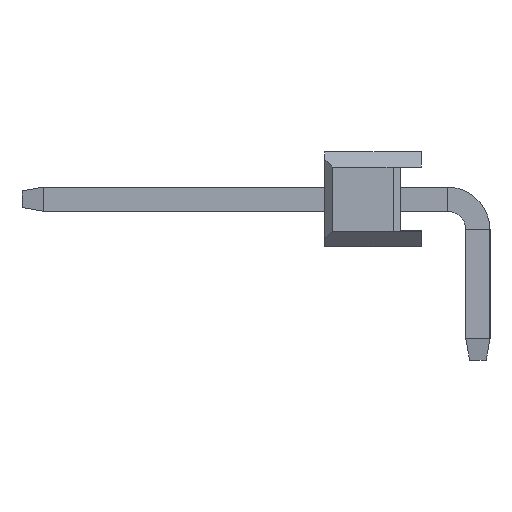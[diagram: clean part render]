
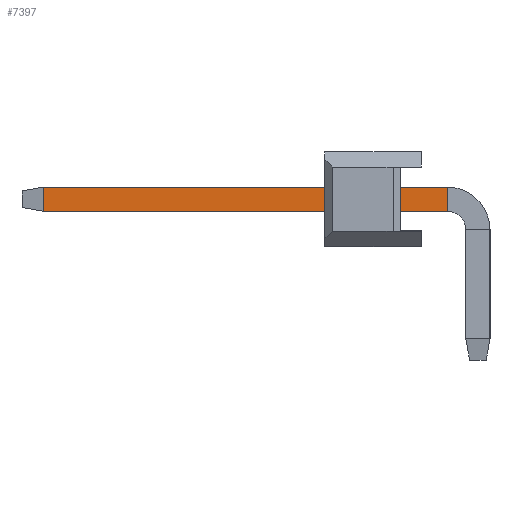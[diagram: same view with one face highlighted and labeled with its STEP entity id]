
A CAD part, left-side view. The second image highlights one B-rep face of the part: STEP entity #7397.
In plain terms, the highlighted planar face has unit normal (-1, 0, 0).
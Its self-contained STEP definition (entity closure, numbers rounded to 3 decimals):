
#1415 = ORIENTED_EDGE ( 'NONE', *, *, #16744, .T. ) ;
#2953 = DIRECTION ( 'NONE',  ( 1., 0., 0. ) ) ;
#3716 = CARTESIAN_POINT ( 'NONE',  ( -38.42, 9.973, -0.32 ) ) ;
#3823 = DIRECTION ( 'NONE',  ( 0., -1., 0. ) ) ;
#4597 = FACE_OUTER_BOUND ( 'NONE', #7432, .T. ) ;
#5239 = VECTOR ( 'NONE', #5277, 1000. ) ;
#5277 = DIRECTION ( 'NONE',  ( 0., 0., -1. ) ) ;
#5637 = LINE ( 'NONE', #12319, #13905 ) ;
#5659 = CARTESIAN_POINT ( 'NONE',  ( -38.42, -0.7, -0.32 ) ) ;
#5890 = CARTESIAN_POINT ( 'NONE',  ( -38.42, 10.54, -0.32 ) ) ;
#6476 = ORIENTED_EDGE ( 'NONE', *, *, #7590, .F. ) ;
#6676 = CARTESIAN_POINT ( 'NONE',  ( -38.42, -0.7, 0.32 ) ) ;
#7309 = VECTOR ( 'NONE', #3823, 1000. ) ;
#7397 = ADVANCED_FACE ( 'NONE', ( #4597 ), #11280, .F. ) ;
#7432 = EDGE_LOOP ( 'NONE', ( #6476, #1415, #8437, #13307 ) ) ;
#7590 = EDGE_CURVE ( 'NONE', #16416, #13019, #12144, .T. ) ;
#8437 = ORIENTED_EDGE ( 'NONE', *, *, #20781, .T. ) ;
#9622 = DIRECTION ( 'NONE',  ( 0., 0., -1. ) ) ;
#9678 = VERTEX_POINT ( 'NONE', #5659 ) ;
#11280 = PLANE ( 'NONE',  #17081 ) ;
#12144 = LINE ( 'NONE', #18798, #7309 ) ;
#12319 = CARTESIAN_POINT ( 'NONE',  ( -38.42, -0.7, 0.32 ) ) ;
#12357 = EDGE_CURVE ( 'NONE', #9678, #13019, #5637, .T. ) ;
#12581 = DIRECTION ( 'NONE',  ( 0., -1., 0. ) ) ;
#13019 = VERTEX_POINT ( 'NONE', #6676 ) ;
#13307 = ORIENTED_EDGE ( 'NONE', *, *, #12357, .T. ) ;
#13557 = VECTOR ( 'NONE', #12581, 1000. ) ;
#13624 = LINE ( 'NONE', #20240, #5239 ) ;
#13905 = VECTOR ( 'NONE', #18972, 1000. ) ;
#13968 = CARTESIAN_POINT ( 'NONE',  ( -38.42, 9.973, 0.32 ) ) ;
#15250 = VERTEX_POINT ( 'NONE', #3716 ) ;
#16416 = VERTEX_POINT ( 'NONE', #13968 ) ;
#16744 = EDGE_CURVE ( 'NONE', #16416, #15250, #13624, .T. ) ;
#17081 = AXIS2_PLACEMENT_3D ( 'NONE', #17939, #2953, #9622 ) ;
#17939 = CARTESIAN_POINT ( 'NONE',  ( -38.42, 10.54, 0.32 ) ) ;
#18798 = CARTESIAN_POINT ( 'NONE',  ( -38.42, 10.54, 0.32 ) ) ;
#18972 = DIRECTION ( 'NONE',  ( 0., 0., 1. ) ) ;
#20240 = CARTESIAN_POINT ( 'NONE',  ( -38.42, 9.973, -0.32 ) ) ;
#20781 = EDGE_CURVE ( 'NONE', #15250, #9678, #20823, .T. ) ;
#20823 = LINE ( 'NONE', #5890, #13557 ) ;
